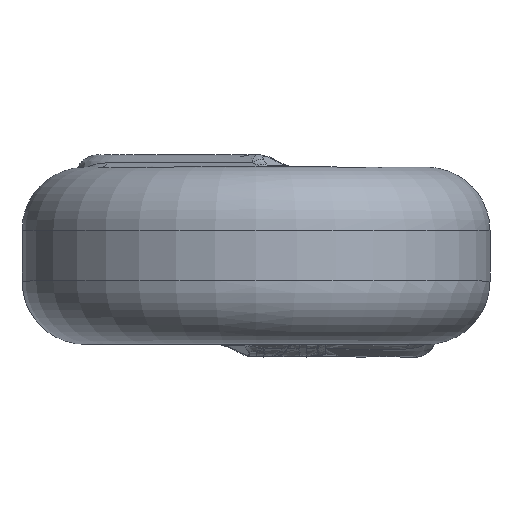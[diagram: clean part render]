
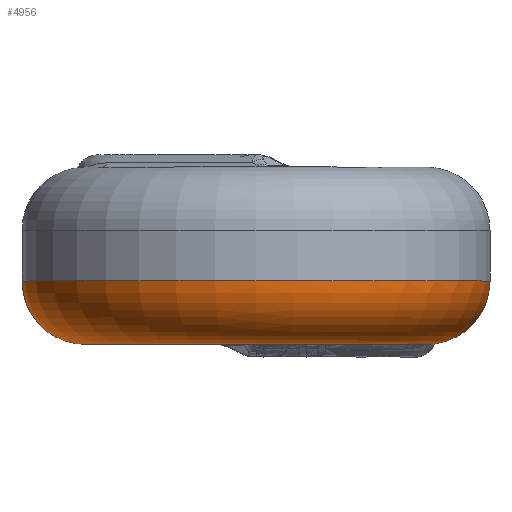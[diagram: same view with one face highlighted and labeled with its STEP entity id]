
A CAD part, top view. The second image highlights one B-rep face of the part: STEP entity #4956.
In plain terms, the highlighted toroidal (fillet/blend) face has major radius 2.7 mm and minor radius 1 mm.
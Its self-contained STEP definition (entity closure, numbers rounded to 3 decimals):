
#21=TOROIDAL_SURFACE('',#5138,2.7,1.);
#29=CIRCLE('',#5125,2.7);
#38=CIRCLE('',#5139,3.7);
#1072=ORIENTED_EDGE('',*,*,#2025,.F.);
#1073=ORIENTED_EDGE('',*,*,#2026,.T.);
#1074=ORIENTED_EDGE('',*,*,#2027,.T.);
#1075=ORIENTED_EDGE('',*,*,#1859,.F.);
#1076=ORIENTED_EDGE('',*,*,#2028,.T.);
#1859=EDGE_CURVE('',#2384,#2385,#29,.F.);
#2025=EDGE_CURVE('',#2532,#2532,#38,.T.);
#2026=EDGE_CURVE('',#2533,#2534,#2860,.T.);
#2027=EDGE_CURVE('',#2534,#2385,#2861,.T.);
#2028=EDGE_CURVE('',#2384,#2533,#2862,.T.);
#2384=VERTEX_POINT('',#7763);
#2385=VERTEX_POINT('',#7770);
#2532=VERTEX_POINT('',#9595);
#2533=VERTEX_POINT('',#9606);
#2534=VERTEX_POINT('',#9607);
#2860=B_SPLINE_CURVE_WITH_KNOTS('',3,(#9596,#9597,#9598,#9599,#9600,#9601,
#9602,#9603,#9604,#9605),.UNSPECIFIED.,.F.,.F.,(4,1,1,1,1,1,1,4),(0.,0.001,
0.001,0.001,0.002,0.002,
0.002,0.003),.UNSPECIFIED.);
#2861=B_SPLINE_CURVE_WITH_KNOTS('',3,(#9608,#9609,#9610,#9611),
 .UNSPECIFIED.,.F.,.F.,(4,4),(0.,0.),.UNSPECIFIED.);
#2862=B_SPLINE_CURVE_WITH_KNOTS('',3,(#9612,#9613,#9614,#9615,#9616),
 .UNSPECIFIED.,.F.,.F.,(4,1,4),(0.,0.001,0.001),
 .UNSPECIFIED.);
#3034=EDGE_LOOP('',(#1072));
#3035=EDGE_LOOP('',(#1073,#1074,#1075,#1076));
#3257=FACE_BOUND('',#3034,.T.);
#3258=FACE_BOUND('',#3035,.T.);
#4956=ADVANCED_FACE('',(#3257,#3258),#21,.T.);
#5125=AXIS2_PLACEMENT_3D('',#7769,#5297,#5298);
#5138=AXIS2_PLACEMENT_3D('',#9593,#5392,#5393);
#5139=AXIS2_PLACEMENT_3D('',#9594,#5394,#5395);
#5297=DIRECTION('',(0.,1.,0.));
#5298=DIRECTION('',(0.,0.,1.));
#5392=DIRECTION('',(0.,1.,0.));
#5393=DIRECTION('',(0.,0.,1.));
#5394=DIRECTION('',(0.,1.,0.));
#5395=DIRECTION('',(0.,0.,1.));
#7763=CARTESIAN_POINT('',(2.449,-1.4,-1.138));
#7769=CARTESIAN_POINT('',(0.,-1.4,0.));
#7770=CARTESIAN_POINT('',(1.961,-1.4,-1.856));
#9593=CARTESIAN_POINT('',(0.,-0.4,0.));
#9594=CARTESIAN_POINT('',(0.,-0.4,0.));
#9595=CARTESIAN_POINT('',(0.,-0.4,3.7));
#9596=CARTESIAN_POINT('',(2.866,-0.923,-2.099));
#9597=CARTESIAN_POINT('',(2.809,-0.824,-2.28));
#9598=CARTESIAN_POINT('',(2.657,-0.684,-2.533));
#9599=CARTESIAN_POINT('',(2.351,-0.636,-2.825));
#9600=CARTESIAN_POINT('',(2.08,-0.69,-3.02));
#9601=CARTESIAN_POINT('',(1.847,-0.969,-3.026));
#9602=CARTESIAN_POINT('',(1.878,-1.192,-2.752));
#9603=CARTESIAN_POINT('',(1.944,-1.306,-2.468));
#9604=CARTESIAN_POINT('',(1.991,-1.351,-2.266));
#9605=CARTESIAN_POINT('',(2.012,-1.367,-2.163));
#9606=CARTESIAN_POINT('',(2.866,-0.923,-2.099));
#9607=CARTESIAN_POINT('',(2.012,-1.367,-2.163));
#9608=CARTESIAN_POINT('',(2.012,-1.367,-2.163));
#9609=CARTESIAN_POINT('',(2.032,-1.384,-2.058));
#9610=CARTESIAN_POINT('',(2.023,-1.4,-1.944));
#9611=CARTESIAN_POINT('',(1.961,-1.4,-1.856));
#9612=CARTESIAN_POINT('',(2.449,-1.4,-1.138));
#9613=CARTESIAN_POINT('',(2.595,-1.4,-1.284));
#9614=CARTESIAN_POINT('',(2.893,-1.273,-1.569));
#9615=CARTESIAN_POINT('',(2.921,-1.019,-1.924));
#9616=CARTESIAN_POINT('',(2.866,-0.923,-2.099));
